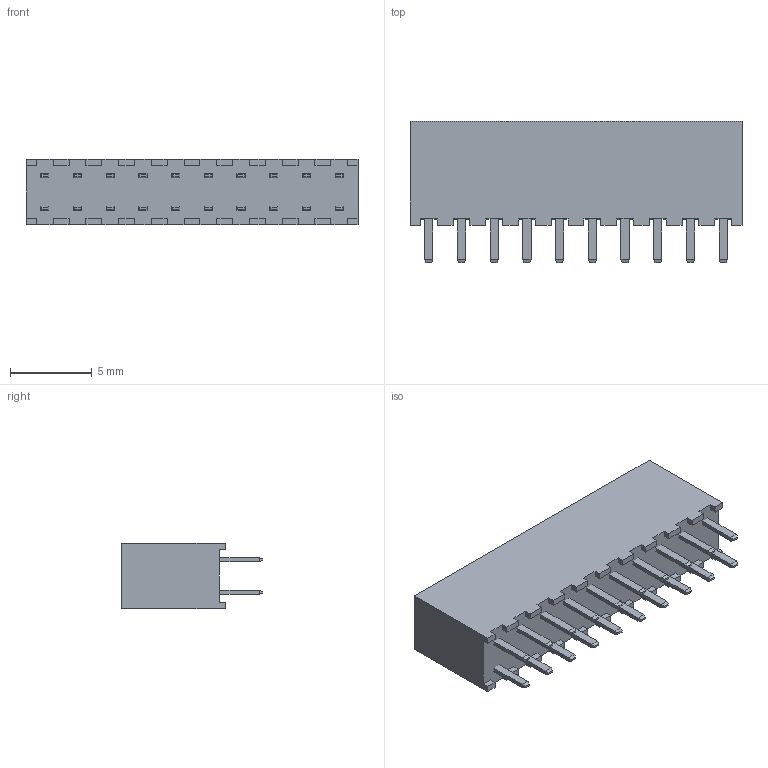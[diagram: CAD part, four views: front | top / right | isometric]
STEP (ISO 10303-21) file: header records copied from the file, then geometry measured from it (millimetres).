
FILE_DESCRIPTION(/* description */ ('STEP AP214'),/* implementation_level */ '2;1');
FILE_NAME(/* name */ 'SQW-110-01-F-D',/* time_stamp */ '2025-06-01T15:01:03+02:00',/* author */ ('License CC BY-ND 4.0'),/* organization */ ('CADENAS'),/* preprocessor_version */ 'ST-DEVELOPER v19.3',/* originating_system */ 'PARTsolutions',/* authorisation */ ' ');
FILE_SCHEMA (('AUTOMOTIVE_DESIGN {1 0 10303 214 3 1 1}'));
Length unit declared in the file: inch
Products named in the file (3): SQW-110-01-F-D; S1SQW-110-01-F-D; P1SQW-110-01-F-D
Assembly tree (2 placements, depth 2):
  SQW-110-01-F-D
    S1SQW-110-01-F-D
    P1SQW-110-01-F-D
Bounding box: 20.3 x 8.64 x 4 mm (x, y, z)
Volume: 485.9 mm3; surface area: 1062.1 mm2
Topology: 2 solids, 2 shells, 596 faces, 1596 edges, 1064 vertices
Faces by surface type: plane 576, cylinder 20
Entity records: 18318 total; most frequent: CARTESIAN_POINT 3259, ORIENTED_EDGE 3192, DIRECTION 2834, EDGE_CURVE 1596, LINE 1556, VECTOR 1556, VERTEX_POINT 1064, EDGE_LOOP 656
